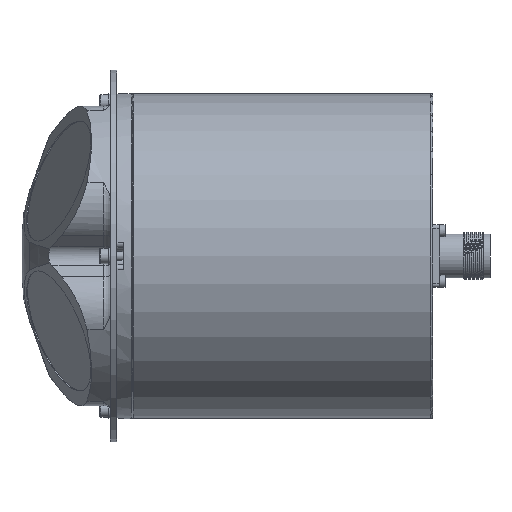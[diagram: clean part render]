
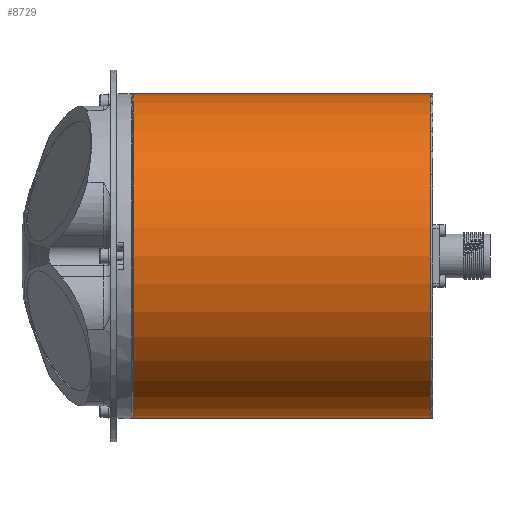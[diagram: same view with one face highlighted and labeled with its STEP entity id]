
A CAD part, front view. The second image highlights one B-rep face of the part: STEP entity #8729.
In plain terms, the highlighted cylindrical face has radius 74 mm (diameter 148 mm), a full revolution.
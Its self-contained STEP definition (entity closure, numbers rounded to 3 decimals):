
#1035=FACE_OUTER_BOUND('',#1655,.T.);
#1655=EDGE_LOOP('',(#7660,#7661,#7662,#7663,#7664,#7665));
#2195=CIRCLE('',#9704,74.);
#2196=CIRCLE('',#9705,74.);
#2201=CIRCLE('',#9715,74.);
#2202=CIRCLE('',#9716,74.);
#2807=LINE('',#17914,#3381);
#3381=VECTOR('',#12112,74.);
#4195=VERTEX_POINT('',#17892);
#4196=VERTEX_POINT('',#17893);
#4199=VERTEX_POINT('',#17908);
#4200=VERTEX_POINT('',#17910);
#5382=EDGE_CURVE('',#4195,#4196,#2195,.T.);
#5383=EDGE_CURVE('',#4196,#4195,#2196,.T.);
#5390=EDGE_CURVE('',#4199,#4200,#2201,.T.);
#5391=EDGE_CURVE('',#4200,#4199,#2202,.T.);
#5392=EDGE_CURVE('',#4200,#4196,#2807,.T.);
#7660=ORIENTED_EDGE('',*,*,#5391,.F.);
#7661=ORIENTED_EDGE('',*,*,#5392,.T.);
#7662=ORIENTED_EDGE('',*,*,#5382,.F.);
#7663=ORIENTED_EDGE('',*,*,#5383,.F.);
#7664=ORIENTED_EDGE('',*,*,#5392,.F.);
#7665=ORIENTED_EDGE('',*,*,#5390,.F.);
#8254=CYLINDRICAL_SURFACE('',#9717,74.);
#8729=ADVANCED_FACE('',(#1035),#8254,.T.);
#9704=AXIS2_PLACEMENT_3D('',#17894,#12082,#12083);
#9705=AXIS2_PLACEMENT_3D('',#17895,#12084,#12085);
#9715=AXIS2_PLACEMENT_3D('',#17911,#12106,#12107);
#9716=AXIS2_PLACEMENT_3D('',#17912,#12108,#12109);
#9717=AXIS2_PLACEMENT_3D('',#17913,#12110,#12111);
#12082=DIRECTION('center_axis',(1.,0.,0.));
#12083=DIRECTION('ref_axis',(0.,0.,
-1.));
#12084=DIRECTION('center_axis',(1.,0.,0.));
#12085=DIRECTION('ref_axis',(0.,0.,
-1.));
#12106=DIRECTION('center_axis',(-1.,0.,0.));
#12107=DIRECTION('ref_axis',(0.,0.,
-1.));
#12108=DIRECTION('center_axis',(-1.,0.,0.));
#12109=DIRECTION('ref_axis',(0.,0.,
-1.));
#12110=DIRECTION('center_axis',(-1.,0.,0.));
#12111=DIRECTION('ref_axis',(0.,0.,
1.));
#12112=DIRECTION('',(1.,0.,0.));
#17892=CARTESIAN_POINT('',(183.5,74.,0.));
#17893=CARTESIAN_POINT('',(183.5,0.,-74.));
#17894=CARTESIAN_POINT('Origin',(183.5,0.,
0.));
#17895=CARTESIAN_POINT('Origin',(183.5,0.,
0.));
#17908=CARTESIAN_POINT('',(48.2,74.,0.));
#17910=CARTESIAN_POINT('',(48.2,0.,-74.));
#17911=CARTESIAN_POINT('Origin',(48.2,0.,
0.));
#17912=CARTESIAN_POINT('Origin',(48.2,0.,
0.));
#17913=CARTESIAN_POINT('Origin',(60.7,0.,
0.));
#17914=CARTESIAN_POINT('',(60.7,0.,-74.));
